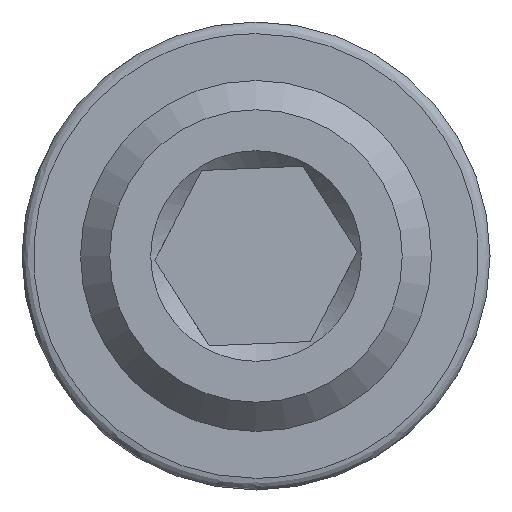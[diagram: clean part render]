
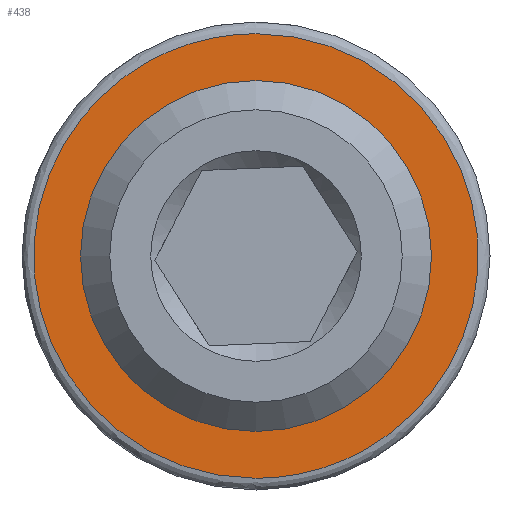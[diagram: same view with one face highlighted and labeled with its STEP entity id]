
A CAD part, front view. The second image highlights one B-rep face of the part: STEP entity #438.
In plain terms, the highlighted planar face has unit normal (0, -1, 0).
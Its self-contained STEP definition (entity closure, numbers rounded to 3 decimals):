
#8 = PLANE ( 'NONE',  #599 ) ;
#75 = CARTESIAN_POINT ( 'NONE',  ( -70.752, -21.998, 1.9 ) ) ;
#102 =( BOUNDED_CURVE ( )  B_SPLINE_CURVE ( 3, ( #420, #837, #604, #748 ),
 .UNSPECIFIED., .F., .T. ) 
 B_SPLINE_CURVE_WITH_KNOTS ( ( 4, 4 ),
 ( 0., 1. ),
 .UNSPECIFIED. ) 
 CURVE ( )  GEOMETRIC_REPRESENTATION_ITEM ( )  RATIONAL_B_SPLINE_CURVE ( ( 1., 0.333, 0.333, 1. ) ) 
 REPRESENTATION_ITEM ( '' )  );
#139 = EDGE_LOOP ( 'NONE', ( #957 ) ) ;
#148 = CARTESIAN_POINT ( 'NONE',  ( -74.552, -21.998, -1.9 ) ) ;
#160 = CARTESIAN_POINT ( 'NONE',  ( -74.552, -21.998, 1.9 ) ) ;
#186 = DIRECTION ( 'NONE',  ( 0., 0., -1. ) ) ;
#192 = FACE_OUTER_BOUND ( 'NONE', #482, .T. ) ;
#226 = AXIS2_PLACEMENT_3D ( 'NONE', #688, #594, #186 ) ;
#280 = VERTEX_POINT ( 'NONE', #414 ) ;
#303 = CARTESIAN_POINT ( 'NONE',  ( -74.552, -21.998, -1.5 ) ) ;
#381 = CARTESIAN_POINT ( 'NONE',  ( -70.752, -21.998, -1.9 ) ) ;
#414 = CARTESIAN_POINT ( 'NONE',  ( -74.552, -21.998, -1.9 ) ) ;
#420 = CARTESIAN_POINT ( 'NONE',  ( -74.552, -21.998, -1.9 ) ) ;
#425 = ORIENTED_EDGE ( 'NONE', *, *, #929, .F. ) ;
#434 = EDGE_CURVE ( 'NONE', #280, #606, #102, .T. ) ;
#438 = ADVANCED_FACE ( 'NONE', ( #192, #841 ), #8, .F. ) ;
#482 = EDGE_LOOP ( 'NONE', ( #425, #597 ) ) ;
#519 = DIRECTION ( 'NONE',  ( 0., 1., 0. ) ) ;
#529 = CARTESIAN_POINT ( 'NONE',  ( -74.552, -21.998, 1.9 ) ) ;
#544 = CIRCLE ( 'NONE', #226, 1.5 ) ;
#594 = DIRECTION ( 'NONE',  ( 0., -1., 0. ) ) ;
#597 = ORIENTED_EDGE ( 'NONE', *, *, #434, .F. ) ;
#599 = AXIS2_PLACEMENT_3D ( 'NONE', #659, #519, #982 ) ;
#604 = CARTESIAN_POINT ( 'NONE',  ( -78.352, -21.998, 1.9 ) ) ;
#606 = VERTEX_POINT ( 'NONE', #529 ) ;
#624 = EDGE_CURVE ( 'NONE', #1029, #1029, #544, .T. ) ;
#659 = CARTESIAN_POINT ( 'NONE',  ( -74.552, -21.998, 0. ) ) ;
#688 = CARTESIAN_POINT ( 'NONE',  ( -74.552, -21.998, 0. ) ) ;
#748 = CARTESIAN_POINT ( 'NONE',  ( -74.552, -21.998, 1.9 ) ) ;
#837 = CARTESIAN_POINT ( 'NONE',  ( -78.352, -21.998, -1.9 ) ) ;
#841 = FACE_BOUND ( 'NONE', #139, .T. ) ;
#929 = EDGE_CURVE ( 'NONE', #606, #280, #1054, .T. ) ;
#957 = ORIENTED_EDGE ( 'NONE', *, *, #624, .F. ) ;
#982 = DIRECTION ( 'NONE',  ( 0., 0., 1. ) ) ;
#1029 = VERTEX_POINT ( 'NONE', #303 ) ;
#1054 =( BOUNDED_CURVE ( )  B_SPLINE_CURVE ( 3, ( #160, #75, #381, #148 ),
 .UNSPECIFIED., .F., .T. ) 
 B_SPLINE_CURVE_WITH_KNOTS ( ( 4, 4 ),
 ( 0., 1. ),
 .UNSPECIFIED. ) 
 CURVE ( )  GEOMETRIC_REPRESENTATION_ITEM ( )  RATIONAL_B_SPLINE_CURVE ( ( 1., 0.333, 0.333, 1. ) ) 
 REPRESENTATION_ITEM ( '' )  );
